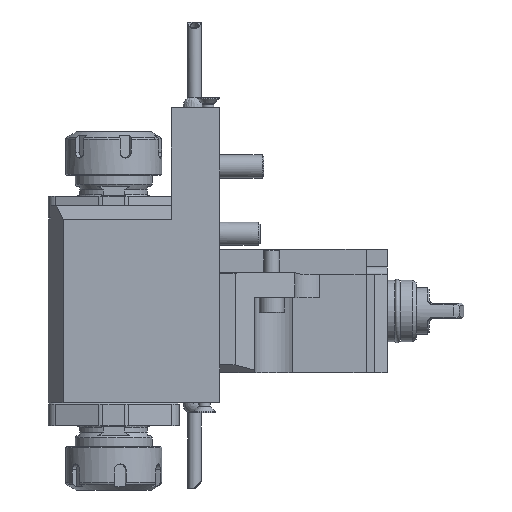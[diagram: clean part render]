
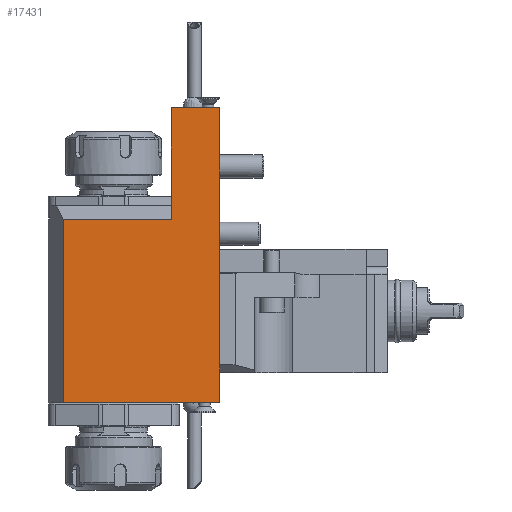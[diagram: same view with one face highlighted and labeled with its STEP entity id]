
A CAD part, left-side view. The second image highlights one B-rep face of the part: STEP entity #17431.
In plain terms, the highlighted planar face has unit normal (-1, 0, 0).
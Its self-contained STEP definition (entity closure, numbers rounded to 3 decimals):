
#481 = DIRECTION ( 'NONE',  ( 0., 0., 1. ) ) ;
#636 = CARTESIAN_POINT ( 'NONE',  ( -50., 26.266, -47.5 ) ) ;
#931 = FACE_OUTER_BOUND ( 'NONE', #22316, .T. ) ;
#1175 = VERTEX_POINT ( 'NONE', #13094 ) ;
#1725 = ORIENTED_EDGE ( 'NONE', *, *, #19399, .T. ) ;
#3429 = CARTESIAN_POINT ( 'NONE',  ( -50., -44., 47.5 ) ) ;
#4129 = VECTOR ( 'NONE', #30680, 1000. ) ;
#4491 = EDGE_CURVE ( 'NONE', #12634, #30304, #7798, .T. ) ;
#5876 = VECTOR ( 'NONE', #24168, 1000. ) ;
#5879 = LINE ( 'NONE', #3429, #21204 ) ;
#6868 = VERTEX_POINT ( 'NONE', #14198 ) ;
#6967 = LINE ( 'NONE', #19875, #24764 ) ;
#7233 = VECTOR ( 'NONE', #17249, 1000. ) ;
#7798 = LINE ( 'NONE', #19740, #15327 ) ;
#8101 = ORIENTED_EDGE ( 'NONE', *, *, #9726, .F. ) ;
#8854 = ORIENTED_EDGE ( 'NONE', *, *, #25422, .T. ) ;
#9726 = EDGE_CURVE ( 'NONE', #11368, #1175, #11874, .T. ) ;
#10006 = VERTEX_POINT ( 'NONE', #21305 ) ;
#10164 = DIRECTION ( 'NONE',  ( 0., 0., 1. ) ) ;
#10665 = LINE ( 'NONE', #25599, #30417 ) ;
#11368 = VERTEX_POINT ( 'NONE', #31678 ) ;
#11874 = LINE ( 'NONE', #20188, #7233 ) ;
#12634 = VERTEX_POINT ( 'NONE', #29529 ) ;
#13094 = CARTESIAN_POINT ( 'NONE',  ( -50., 26.266, 47.5 ) ) ;
#13592 = VERTEX_POINT ( 'NONE', #24702 ) ;
#14008 = EDGE_CURVE ( 'NONE', #30304, #20810, #10665, .T. ) ;
#14198 = CARTESIAN_POINT ( 'NONE',  ( -50., -55., -28. ) ) ;
#15327 = VECTOR ( 'NONE', #481, 1000. ) ;
#15801 = DIRECTION ( 'NONE',  ( 0., 1., 0. ) ) ;
#17081 = ORIENTED_EDGE ( 'NONE', *, *, #17386, .T. ) ;
#17249 = DIRECTION ( 'NONE',  ( 0., 0., 1. ) ) ;
#17386 = EDGE_CURVE ( 'NONE', #10006, #6868, #6967, .T. ) ;
#17431 = ADVANCED_FACE ( 'NONE', ( #931 ), #20670, .T. ) ;
#17520 = ORIENTED_EDGE ( 'NONE', *, *, #21525, .T. ) ;
#17834 = VECTOR ( 'NONE', #10164, 1000. ) ;
#18035 = AXIS2_PLACEMENT_3D ( 'NONE', #30661, #18375, #25657 ) ;
#18242 = LINE ( 'NONE', #636, #4129 ) ;
#18375 = DIRECTION ( 'NONE',  ( -1., 0., 0. ) ) ;
#18815 = CARTESIAN_POINT ( 'NONE',  ( -50., -30., 105.5 ) ) ;
#19399 = EDGE_CURVE ( 'NONE', #12634, #1175, #5879, .T. ) ;
#19740 = CARTESIAN_POINT ( 'NONE',  ( -50., -30., 54.5 ) ) ;
#19875 = CARTESIAN_POINT ( 'NONE',  ( -50., -55., -47.5 ) ) ;
#19956 = CARTESIAN_POINT ( 'NONE',  ( -50., -55., -47.5 ) ) ;
#20188 = CARTESIAN_POINT ( 'NONE',  ( -50., 26.266, -47.5 ) ) ;
#20670 = PLANE ( 'NONE',  #18035 ) ;
#20810 = VERTEX_POINT ( 'NONE', #29525 ) ;
#21204 = VECTOR ( 'NONE', #15801, 1000. ) ;
#21305 = CARTESIAN_POINT ( 'NONE',  ( -50., -55., -47.5 ) ) ;
#21525 = EDGE_CURVE ( 'NONE', #11368, #10006, #18242, .T. ) ;
#22316 = EDGE_LOOP ( 'NONE', ( #1725, #8101, #17520, #17081, #25543, #8854, #32123, #29082 ) ) ;
#24168 = DIRECTION ( 'NONE',  ( 0., 0., 1. ) ) ;
#24702 = CARTESIAN_POINT ( 'NONE',  ( -50., -55., 19.5 ) ) ;
#24764 = VECTOR ( 'NONE', #26803, 1000. ) ;
#24818 = LINE ( 'NONE', #19956, #17834 ) ;
#25357 = EDGE_CURVE ( 'NONE', #6868, #13592, #31426, .T. ) ;
#25422 = EDGE_CURVE ( 'NONE', #13592, #20810, #24818, .T. ) ;
#25543 = ORIENTED_EDGE ( 'NONE', *, *, #25357, .T. ) ;
#25599 = CARTESIAN_POINT ( 'NONE',  ( -50., 26.266, 105.5 ) ) ;
#25657 = DIRECTION ( 'NONE',  ( 0., 0., 1. ) ) ;
#26803 = DIRECTION ( 'NONE',  ( 0., 0., 1. ) ) ;
#29082 = ORIENTED_EDGE ( 'NONE', *, *, #4491, .F. ) ;
#29525 = CARTESIAN_POINT ( 'NONE',  ( -50., -55., 105.5 ) ) ;
#29529 = CARTESIAN_POINT ( 'NONE',  ( -50., -30., 47.5 ) ) ;
#30304 = VERTEX_POINT ( 'NONE', #18815 ) ;
#30417 = VECTOR ( 'NONE', #30602, 1000. ) ;
#30602 = DIRECTION ( 'NONE',  ( 0., -1., 0. ) ) ;
#30661 = CARTESIAN_POINT ( 'NONE',  ( -50., 26.266, -47.5 ) ) ;
#30680 = DIRECTION ( 'NONE',  ( 0., -1., 0. ) ) ;
#31264 = CARTESIAN_POINT ( 'NONE',  ( -50., -55., 20. ) ) ;
#31426 = LINE ( 'NONE', #31264, #5876 ) ;
#31678 = CARTESIAN_POINT ( 'NONE',  ( -50., 26.266, -47.5 ) ) ;
#32123 = ORIENTED_EDGE ( 'NONE', *, *, #14008, .F. ) ;
